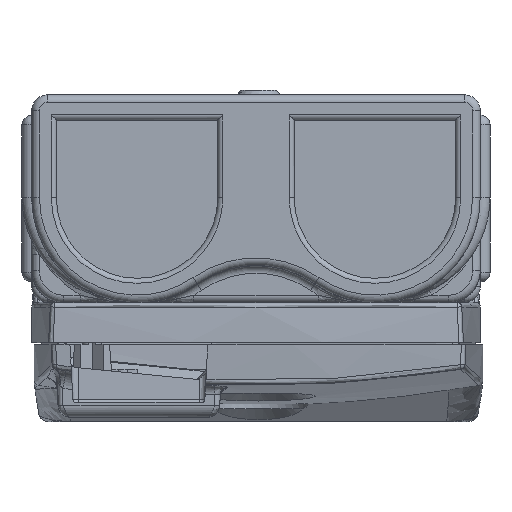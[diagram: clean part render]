
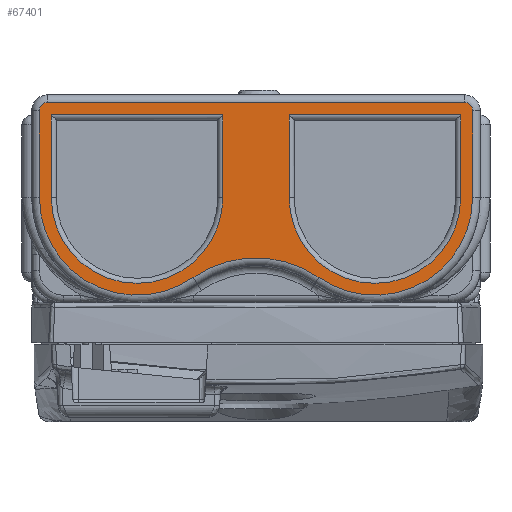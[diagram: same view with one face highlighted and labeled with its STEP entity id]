
A CAD part, front view. The second image highlights one B-rep face of the part: STEP entity #67401.
In plain terms, the highlighted planar face has unit normal (0, -1, 0).
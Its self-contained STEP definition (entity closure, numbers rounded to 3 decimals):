
#4630=FACE_BOUND('',#13287,.T.);
#4631=FACE_BOUND('',#13288,.T.);
#5734=PLANE('',#71095);
#7146=CIRCLE('',#71090,8.5);
#7148=CIRCLE('',#71096,9.677);
#7149=CIRCLE('',#71097,10.922);
#7150=CIRCLE('',#71098,9.677);
#7151=CIRCLE('',#71099,0.826);
#7152=CIRCLE('',#71100,0.826);
#7153=CIRCLE('',#71101,8.5);
#9278=FACE_OUTER_BOUND('',#13286,.T.);
#13286=EDGE_LOOP('',(#53544,#53545,#53546,#53547,#53548,#53549,#53550,#53551));
#13287=EDGE_LOOP('',(#53552,#53553,#53554,#53555));
#13288=EDGE_LOOP('',(#53556,#53557,#53558,#53559));
#18747=LINE('',#127722,#24962);
#18749=LINE('',#127729,#24964);
#18750=LINE('',#127737,#24965);
#18757=LINE('',#127752,#24972);
#18758=LINE('',#127760,#24973);
#18759=LINE('',#127764,#24974);
#18760=LINE('',#127768,#24975);
#18761=LINE('',#127770,#24976);
#18762=LINE('',#127773,#24977);
#24962=VECTOR('',#78885,10.);
#24964=VECTOR('',#78893,10.);
#24965=VECTOR('',#78904,10.);
#24972=VECTOR('',#78917,1000.);
#24973=VECTOR('',#78924,1000.);
#24974=VECTOR('',#78927,1000.);
#24975=VECTOR('',#78930,10.);
#24976=VECTOR('',#78931,10.);
#24977=VECTOR('',#78934,10.);
#31087=VERTEX_POINT('',#127719);
#31088=VERTEX_POINT('',#127721);
#31090=VERTEX_POINT('',#127727);
#31092=VERTEX_POINT('',#127732);
#31096=VERTEX_POINT('',#127750);
#31097=VERTEX_POINT('',#127751);
#31098=VERTEX_POINT('',#127753);
#31099=VERTEX_POINT('',#127755);
#31100=VERTEX_POINT('',#127757);
#31101=VERTEX_POINT('',#127759);
#31102=VERTEX_POINT('',#127761);
#31103=VERTEX_POINT('',#127763);
#31104=VERTEX_POINT('',#127766);
#31105=VERTEX_POINT('',#127767);
#31106=VERTEX_POINT('',#127769);
#31107=VERTEX_POINT('',#127771);
#39170=EDGE_CURVE('',#31087,#31088,#18747,.T.);
#39174=EDGE_CURVE('',#31090,#31087,#18749,.T.);
#39176=EDGE_CURVE('',#31092,#31090,#7146,.T.);
#39178=EDGE_CURVE('',#31088,#31092,#18750,.T.);
#39185=EDGE_CURVE('',#31096,#31097,#18757,.T.);
#39186=EDGE_CURVE('',#31097,#31098,#7148,.T.);
#39187=EDGE_CURVE('',#31098,#31099,#7149,.T.);
#39188=EDGE_CURVE('',#31099,#31100,#7150,.T.);
#39189=EDGE_CURVE('',#31100,#31101,#18758,.T.);
#39190=EDGE_CURVE('',#31101,#31102,#7151,.T.);
#39191=EDGE_CURVE('',#31102,#31103,#18759,.T.);
#39192=EDGE_CURVE('',#31103,#31096,#7152,.T.);
#39193=EDGE_CURVE('',#31104,#31105,#18760,.T.);
#39194=EDGE_CURVE('',#31106,#31104,#18761,.T.);
#39195=EDGE_CURVE('',#31107,#31106,#7153,.T.);
#39196=EDGE_CURVE('',#31105,#31107,#18762,.T.);
#53544=ORIENTED_EDGE('',*,*,#39185,.T.);
#53545=ORIENTED_EDGE('',*,*,#39186,.T.);
#53546=ORIENTED_EDGE('',*,*,#39187,.T.);
#53547=ORIENTED_EDGE('',*,*,#39188,.T.);
#53548=ORIENTED_EDGE('',*,*,#39189,.T.);
#53549=ORIENTED_EDGE('',*,*,#39190,.T.);
#53550=ORIENTED_EDGE('',*,*,#39191,.T.);
#53551=ORIENTED_EDGE('',*,*,#39192,.T.);
#53552=ORIENTED_EDGE('',*,*,#39193,.F.);
#53553=ORIENTED_EDGE('',*,*,#39194,.F.);
#53554=ORIENTED_EDGE('',*,*,#39195,.F.);
#53555=ORIENTED_EDGE('',*,*,#39196,.F.);
#53556=ORIENTED_EDGE('',*,*,#39170,.F.);
#53557=ORIENTED_EDGE('',*,*,#39174,.F.);
#53558=ORIENTED_EDGE('',*,*,#39176,.F.);
#53559=ORIENTED_EDGE('',*,*,#39178,.F.);
#67401=ADVANCED_FACE('',(#9278,#4630,#4631),#5734,.T.);
#71090=AXIS2_PLACEMENT_3D('',#127734,#78898,#78899);
#71095=AXIS2_PLACEMENT_3D('',#127749,#78915,#78916);
#71096=AXIS2_PLACEMENT_3D('',#127754,#78918,#78919);
#71097=AXIS2_PLACEMENT_3D('',#127756,#78920,#78921);
#71098=AXIS2_PLACEMENT_3D('',#127758,#78922,#78923);
#71099=AXIS2_PLACEMENT_3D('',#127762,#78925,#78926);
#71100=AXIS2_PLACEMENT_3D('',#127765,#78928,#78929);
#71101=AXIS2_PLACEMENT_3D('',#127772,#78932,#78933);
#78885=DIRECTION('',(-1.,0.,0.));
#78893=DIRECTION('',(0.,0.,1.));
#78898=DIRECTION('center_axis',(0.,-1.,0.));
#78899=DIRECTION('ref_axis',(0.,0.,
-1.));
#78904=DIRECTION('',(0.,0.,-1.));
#78915=DIRECTION('center_axis',(0.,-1.,0.));
#78916=DIRECTION('ref_axis',(-1.,0.,0.));
#78917=DIRECTION('',(0.,0.,-1.));
#78918=DIRECTION('center_axis',(0.,-1.,0.));
#78919=DIRECTION('ref_axis',(-1.,0.,0.));
#78920=DIRECTION('center_axis',(0.,1.,0.));
#78921=DIRECTION('ref_axis',(-1.,0.,0.));
#78922=DIRECTION('center_axis',(0.,-1.,0.));
#78923=DIRECTION('ref_axis',(-1.,0.,0.));
#78924=DIRECTION('',(0.,0.,1.));
#78925=DIRECTION('center_axis',(0.,-1.,0.));
#78926=DIRECTION('ref_axis',(-1.,0.,0.));
#78927=DIRECTION('',(-1.,0.,0.));
#78928=DIRECTION('center_axis',(0.,-1.,0.));
#78929=DIRECTION('ref_axis',(-1.,0.,0.));
#78930=DIRECTION('',(-1.,0.,0.));
#78931=DIRECTION('',(0.,0.,1.));
#78932=DIRECTION('center_axis',(0.,-1.,0.));
#78933=DIRECTION('ref_axis',(0.,0.,-1.));
#78934=DIRECTION('',(0.,0.,-1.));
#127719=CARTESIAN_POINT('',(-3.286,-104.648,7.454));
#127721=CARTESIAN_POINT('',(-20.286,-104.648,7.454));
#127722=CARTESIAN_POINT('',(-20.212,-104.648,7.454));
#127727=CARTESIAN_POINT('',(-3.286,-104.648,-0.732));
#127729=CARTESIAN_POINT('',(-3.286,-104.648,7.41));
#127732=CARTESIAN_POINT('',(-20.286,-104.648,-0.732));
#127734=CARTESIAN_POINT('Origin',(-11.786,-104.648,-0.732));
#127737=CARTESIAN_POINT('',(-20.286,-104.648,3.567));
#127749=CARTESIAN_POINT('Origin',(-20.638,-104.648,7.866));
#127750=CARTESIAN_POINT('',(-21.463,-104.648,7.866));
#127751=CARTESIAN_POINT('',(-21.463,-104.648,-0.732));
#127752=CARTESIAN_POINT('',(-21.463,-104.648,-0.732));
#127753=CARTESIAN_POINT('',(-6.249,-104.648,-8.669));
#127754=CARTESIAN_POINT('Origin',(-11.786,-104.648,-0.732));
#127755=CARTESIAN_POINT('',(6.249,-104.648,-8.669));
#127756=CARTESIAN_POINT('Origin',(0.,-104.648,
-17.627));
#127757=CARTESIAN_POINT('',(21.463,-104.648,-0.732));
#127758=CARTESIAN_POINT('Origin',(11.786,-104.648,-0.732));
#127759=CARTESIAN_POINT('',(21.463,-104.648,7.866));
#127760=CARTESIAN_POINT('',(21.463,-104.648,7.866));
#127761=CARTESIAN_POINT('',(20.638,-104.648,8.692));
#127762=CARTESIAN_POINT('Origin',(20.638,-104.648,7.866));
#127763=CARTESIAN_POINT('',(-20.638,-104.648,8.692));
#127764=CARTESIAN_POINT('',(-20.638,-104.648,8.692));
#127765=CARTESIAN_POINT('Origin',(-20.638,-104.648,7.866));
#127766=CARTESIAN_POINT('',(20.286,-104.648,7.454));
#127767=CARTESIAN_POINT('',(3.286,-104.648,7.454));
#127768=CARTESIAN_POINT('',(-8.426,-104.648,7.454));
#127769=CARTESIAN_POINT('',(20.286,-104.648,-0.732));
#127770=CARTESIAN_POINT('',(20.286,-104.648,7.41));
#127771=CARTESIAN_POINT('',(3.286,-104.648,-0.732));
#127772=CARTESIAN_POINT('Origin',(11.786,-104.648,-0.732));
#127773=CARTESIAN_POINT('',(3.286,-104.648,3.567));
